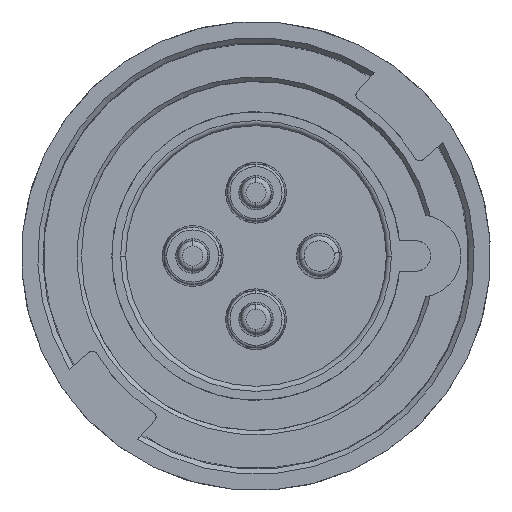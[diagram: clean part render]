
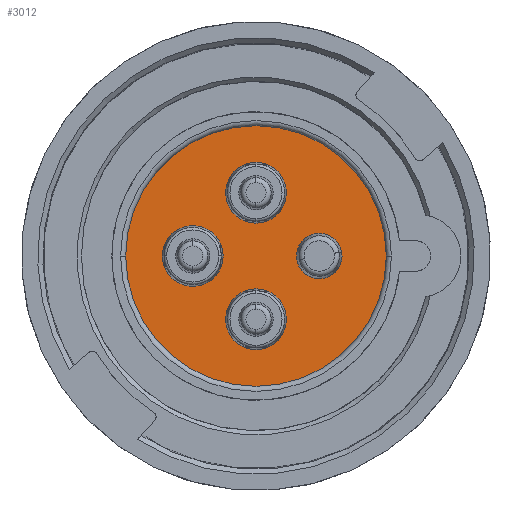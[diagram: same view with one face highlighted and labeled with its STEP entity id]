
A CAD part, front view. The second image highlights one B-rep face of the part: STEP entity #3012.
In plain terms, the highlighted planar face has unit normal (0, -1, 0).
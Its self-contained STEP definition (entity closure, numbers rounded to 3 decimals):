
#325=CARTESIAN_POINT('',(0.,45.6,0.));
#326=DIRECTION('',(0.,1.,0.));
#327=DIRECTION('',(-1.,0.,0.));
#328=AXIS2_PLACEMENT_3D('',#325,#326,#327);
#330=CARTESIAN_POINT('',(0.,45.6,0.));
#331=DIRECTION('',(0.,-1.,0.));
#332=DIRECTION('',(-1.,0.,0.));
#333=AXIS2_PLACEMENT_3D('',#330,#331,#332);
#335=CARTESIAN_POINT('',(0.,45.6,-12.5));
#336=DIRECTION('',(0.,1.,0.));
#337=DIRECTION('',(0.,0.,-1.));
#338=AXIS2_PLACEMENT_3D('',#335,#336,#337);
#340=CARTESIAN_POINT('',(0.,45.6,-12.5));
#341=DIRECTION('',(0.,1.,0.));
#342=DIRECTION('',(0.,0.,1.));
#343=AXIS2_PLACEMENT_3D('',#340,#341,#342);
#345=CARTESIAN_POINT('',(0.,45.6,12.5));
#346=DIRECTION('',(0.,1.,0.));
#347=DIRECTION('',(0.,0.,1.));
#348=AXIS2_PLACEMENT_3D('',#345,#346,#347);
#350=CARTESIAN_POINT('',(0.,45.6,12.5));
#351=DIRECTION('',(0.,1.,0.));
#352=DIRECTION('',(0.,0.,-1.));
#353=AXIS2_PLACEMENT_3D('',#350,#351,#352);
#355=CARTESIAN_POINT('',(-12.5,45.6,0.));
#356=DIRECTION('',(0.,1.,0.));
#357=DIRECTION('',(-1.,0.,0.));
#358=AXIS2_PLACEMENT_3D('',#355,#356,#357);
#360=CARTESIAN_POINT('',(-12.5,45.6,0.));
#361=DIRECTION('',(0.,1.,0.));
#362=DIRECTION('',(1.,0.,0.));
#363=AXIS2_PLACEMENT_3D('',#360,#361,#362);
#365=CARTESIAN_POINT('',(12.5,45.6,0.));
#366=DIRECTION('',(0.,1.,0.));
#367=DIRECTION('',(-1.,0.,0.));
#368=AXIS2_PLACEMENT_3D('',#365,#366,#367);
#370=CARTESIAN_POINT('',(12.5,45.6,0.));
#371=DIRECTION('',(0.,1.,0.));
#372=DIRECTION('',(1.,0.,0.));
#373=AXIS2_PLACEMENT_3D('',#370,#371,#372);
#2282=CARTESIAN_POINT('',(-25.75,45.6,0.));
#2283=VERTEX_POINT('',#2282);
#2304=CARTESIAN_POINT('',(25.75,45.6,0.));
#2305=VERTEX_POINT('',#2304);
#2374=CARTESIAN_POINT('',(0.,45.6,-18.5));
#2375=CARTESIAN_POINT('',(0.,45.6,-6.5));
#2376=VERTEX_POINT('',#2374);
#2377=VERTEX_POINT('',#2375);
#2398=CARTESIAN_POINT('',(-18.5,45.6,0.));
#2399=VERTEX_POINT('',#2398);
#2402=CARTESIAN_POINT('',(-6.5,45.6,0.));
#2403=VERTEX_POINT('',#2402);
#2406=CARTESIAN_POINT('',(8.,45.6,0.));
#2407=CARTESIAN_POINT('',(17.,45.6,0.));
#2408=VERTEX_POINT('',#2406);
#2409=VERTEX_POINT('',#2407);
#2674=CARTESIAN_POINT('',(0.,45.6,18.5));
#2675=VERTEX_POINT('',#2674);
#2678=CARTESIAN_POINT('',(0.,45.6,6.5));
#2679=VERTEX_POINT('',#2678);
#2979=CARTESIAN_POINT('',(0.,45.6,0.));
#2980=DIRECTION('',(0.,-1.,0.));
#2981=DIRECTION('',(-1.,0.,0.));
#2982=AXIS2_PLACEMENT_3D('',#2979,#2980,#2981);
#2983=PLANE('',#2982);
#2984=ORIENTED_EDGE('',*,*,#2967,.T.);
#2985=ORIENTED_EDGE('',*,*,#2944,.F.);
#2986=EDGE_LOOP('',(#2984,#2985));
#2987=FACE_OUTER_BOUND('',#2986,.F.);
#2989=ORIENTED_EDGE('',*,*,#2988,.F.);
#2991=ORIENTED_EDGE('',*,*,#2990,.F.);
#2992=EDGE_LOOP('',(#2989,#2991));
#2993=FACE_BOUND('',#2992,.F.);
#2995=ORIENTED_EDGE('',*,*,#2994,.F.);
#2997=ORIENTED_EDGE('',*,*,#2996,.F.);
#2998=EDGE_LOOP('',(#2995,#2997));
#2999=FACE_BOUND('',#2998,.F.);
#3001=ORIENTED_EDGE('',*,*,#3000,.F.);
#3003=ORIENTED_EDGE('',*,*,#3002,.F.);
#3004=EDGE_LOOP('',(#3001,#3003));
#3005=FACE_BOUND('',#3004,.F.);
#3007=ORIENTED_EDGE('',*,*,#3006,.F.);
#3009=ORIENTED_EDGE('',*,*,#3008,.F.);
#3010=EDGE_LOOP('',(#3007,#3009));
#3011=FACE_BOUND('',#3010,.F.);
#329=CIRCLE('',#328,25.75);
#334=CIRCLE('',#333,25.75);
#339=CIRCLE('',#338,6.);
#344=CIRCLE('',#343,6.);
#349=CIRCLE('',#348,6.);
#354=CIRCLE('',#353,6.);
#359=CIRCLE('',#358,6.);
#364=CIRCLE('',#363,6.);
#369=CIRCLE('',#368,4.5);
#374=CIRCLE('',#373,4.5);
#2944=EDGE_CURVE('',#2283,#2305,#334,.T.);
#2967=EDGE_CURVE('',#2283,#2305,#329,.T.);
#2988=EDGE_CURVE('',#2376,#2377,#339,.T.);
#2990=EDGE_CURVE('',#2377,#2376,#344,.T.);
#2994=EDGE_CURVE('',#2675,#2679,#349,.T.);
#2996=EDGE_CURVE('',#2679,#2675,#354,.T.);
#3000=EDGE_CURVE('',#2399,#2403,#359,.T.);
#3002=EDGE_CURVE('',#2403,#2399,#364,.T.);
#3006=EDGE_CURVE('',#2408,#2409,#369,.T.);
#3008=EDGE_CURVE('',#2409,#2408,#374,.T.);
#3012=ADVANCED_FACE('',(#2987,#2993,#2999,#3005,#3011),#2983,.T.);
